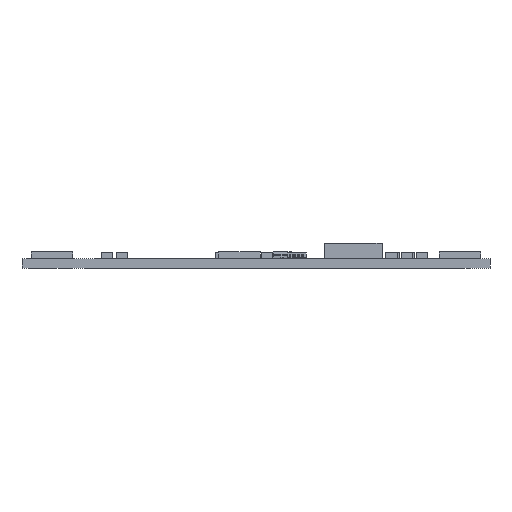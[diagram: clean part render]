
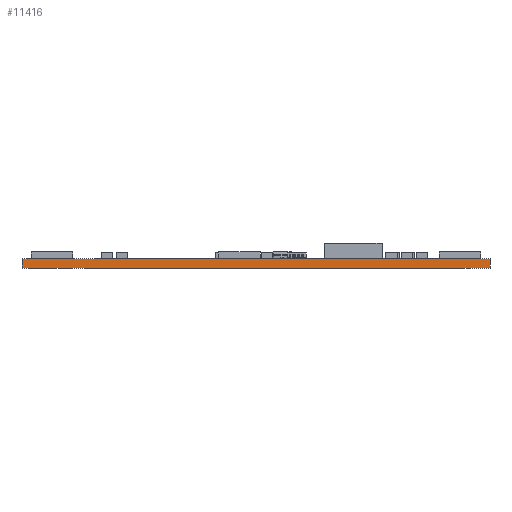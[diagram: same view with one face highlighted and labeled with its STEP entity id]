
A CAD part, front view. The second image highlights one B-rep face of the part: STEP entity #11416.
In plain terms, the highlighted planar face has unit normal (0, -1, 0).
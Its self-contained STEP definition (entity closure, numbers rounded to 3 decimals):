
#966=PLANE('',#12765);
#1488=FACE_OUTER_BOUND('',#2055,.T.);
#2055=EDGE_LOOP('',(#8519,#8520,#8521,#8522));
#3047=LINE('',#18042,#4011);
#3048=LINE('',#18045,#4012);
#3049=LINE('',#18047,#4013);
#3050=LINE('',#18048,#4014);
#4011=VECTOR('',#14849,10.);
#4012=VECTOR('',#14852,10.);
#4013=VECTOR('',#14853,10.);
#4014=VECTOR('',#14854,10.);
#5657=VERTEX_POINT('',#18035);
#5660=VERTEX_POINT('',#18040);
#5661=VERTEX_POINT('',#18044);
#5662=VERTEX_POINT('',#18046);
#6841=EDGE_CURVE('',#5657,#5660,#3047,.T.);
#6842=EDGE_CURVE('',#5661,#5657,#3048,.T.);
#6843=EDGE_CURVE('',#5662,#5660,#3049,.T.);
#6844=EDGE_CURVE('',#5661,#5662,#3050,.T.);
#8519=ORIENTED_EDGE('',*,*,#6842,.T.);
#8520=ORIENTED_EDGE('',*,*,#6841,.T.);
#8521=ORIENTED_EDGE('',*,*,#6843,.F.);
#8522=ORIENTED_EDGE('',*,*,#6844,.F.);
#11416=ADVANCED_FACE('',(#1488),#966,.T.);
#12765=AXIS2_PLACEMENT_3D('',#18043,#14850,#14851);
#14849=DIRECTION('',(0.,0.,1.));
#14850=DIRECTION('center_axis',(0.,-1.,0.));
#14851=DIRECTION('ref_axis',(1.,0.,0.));
#14852=DIRECTION('',(1.,0.,0.));
#14853=DIRECTION('',(1.,0.,0.));
#14854=DIRECTION('',(0.,0.,1.));
#18035=CARTESIAN_POINT('',(93.,13.5,0.));
#18040=CARTESIAN_POINT('',(93.,13.5,1.586));
#18042=CARTESIAN_POINT('',(93.,13.5,0.));
#18043=CARTESIAN_POINT('Origin',(15.,13.5,0.));
#18044=CARTESIAN_POINT('',(15.,13.5,0.));
#18045=CARTESIAN_POINT('',(15.,13.5,0.));
#18046=CARTESIAN_POINT('',(15.,13.5,1.586));
#18047=CARTESIAN_POINT('',(15.,13.5,1.586));
#18048=CARTESIAN_POINT('',(15.,13.5,0.));
